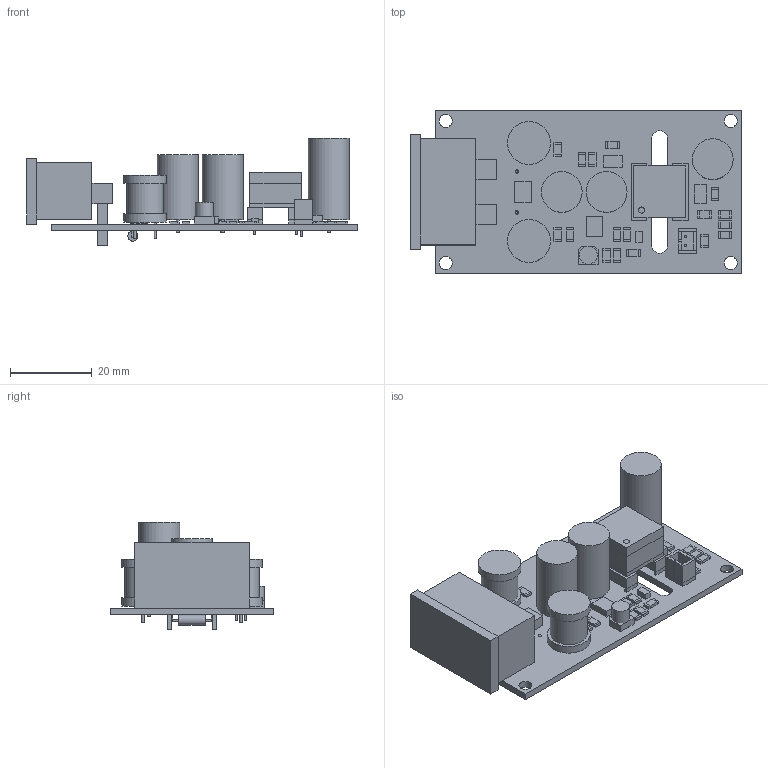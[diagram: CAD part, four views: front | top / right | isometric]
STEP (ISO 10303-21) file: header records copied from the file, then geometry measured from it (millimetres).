
FILE_DESCRIPTION(('Open CASCADE Model'),'2;1');
FILE_NAME('Open CASCADE Shape Model','2016-07-07T02:48:44',('Author'),( 'Open CASCADE'),'Open CASCADE STEP processor 6.5','Open CASCADE 6.5' ,'Unknown');
FILE_SCHEMA(('AUTOMOTIVE_DESIGN { 1 0 10303 214 1 1 1 1 }'));
Length unit declared in the file: millimetre
Products named in the file (110): PCB; Board; C4; 736414224; Extruded; 736414096; C11; 736416016; 736412560; C10; U1; 736413968; T1; 736415120; 736414992; 736414736; 736414608; 736414864; 736414480; 736431104; Cylinder; R10; R9; R8; R7; R6; R3; R5; R4; R2; R1; L2; 736431344; 736431464; 736431584; 736431704; L1; J2; 736417808; 736417936 ...
Assembly tree (188 placements, depth 4):
  PCB
    Board
    C4
      736414224  x2
        Extruded
      736414096
        Extruded
    C11
      736416016  x2
        Extruded
      736412560
        Extruded
    C10
      736416016  x2
        Extruded
      736412560
        Extruded
    U1
      736413968
        Extruded
    T1
      736415120
        Extruded
      736414992
        Extruded
      736414736  x2
        Extruded
      736414608  x4
        Extruded
      736414864  x10
        Extruded
      736414480
        Extruded
      736431104
        Cylinder
    R10
      736414224  x2
        Extruded
      736414096
        Extruded
    R9
      736416016  x2
        Extruded
      736412560
        Extruded
    R8
      736414224  x2
        Extruded
      736414096
        Extruded
    R7
      736414224  x2
        Extruded
      736414096
        Extruded
    R6
      736416016  x2
        Extruded
      736412560
        Extruded
Bounding box: 81 x 40 x 26.3 mm (x, y, z)
Volume: 19084.6 mm3; surface area: 16865.5 mm2
Topology: 118 solids, 118 shells, 716 faces, 1438 edges, 956 vertices
Faces by surface type: plane 664, cylinder 52
Full cylindrical faces by diameter (mm): 0.6 x4, 0.8 x8, 1 x12, 1.2 x10, 1.5 x1, 2.5 x1, 3 x2, 3.2 x4, 4.4 x1, 9 x2, 10 x3, 10.5 x4
Entity records: 18293 total; most frequent: CARTESIAN_POINT 3135, DIRECTION 2673, LINE 1581, VECTOR 1581, ORIENTED_EDGE 1182, PCURVE 1178, DEFINITIONAL_REPRESENTATION 1178, EDGE_CURVE 589
